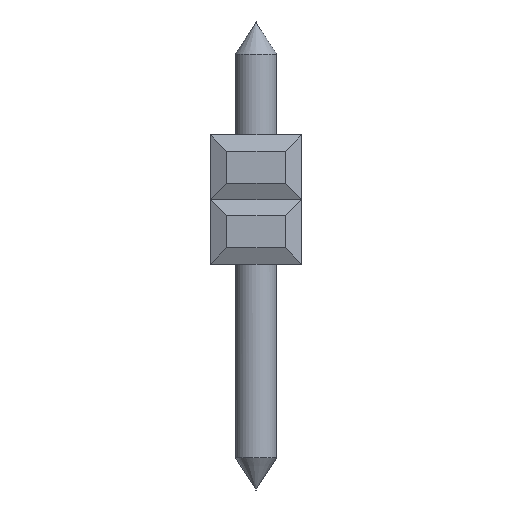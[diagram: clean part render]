
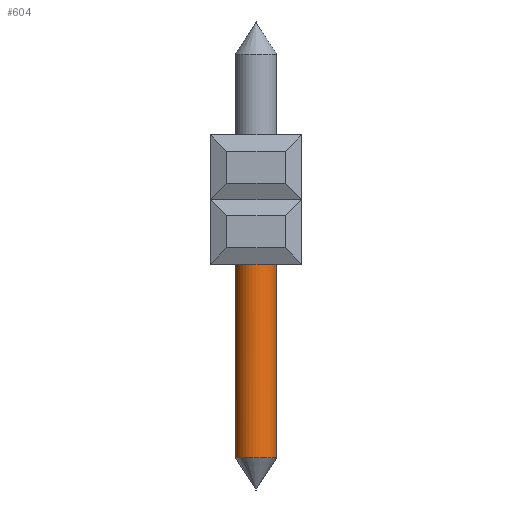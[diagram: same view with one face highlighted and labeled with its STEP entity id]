
A CAD part, left-side view. The second image highlights one B-rep face of the part: STEP entity #604.
In plain terms, the highlighted cylindrical face has radius 0.65 mm (diameter 1.3 mm), a full revolution.
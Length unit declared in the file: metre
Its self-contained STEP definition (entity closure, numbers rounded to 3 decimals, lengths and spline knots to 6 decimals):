
#604=ADVANCED_FACE('',(#1721,#1722),#1723,.T.);
#1721=FACE_OUTER_BOUND('',#3448,.T.);
#1722=FACE_OUTER_BOUND('',#3449,.T.);
#1723=CYLINDRICAL_SURFACE('',#3450,0.00065);
#3448=EDGE_LOOP('',(#5236));
#3449=EDGE_LOOP('',(#5237));
#3450=AXIS2_PLACEMENT_3D('',#5238,#5239,#5240);
#5236=ORIENTED_EDGE('',*,*,#9620,.F.);
#5237=ORIENTED_EDGE('',*,*,#9621,.F.);
#5238=CARTESIAN_POINT('',(-0.00435,-0.03326,0.0005));
#5239=DIRECTION('',(0.0,0.,-1.0));
#5240=DIRECTION('',(-1.0,0.0,0.0));
#9620=EDGE_CURVE('',#11380,#11380,#11381,.T.);
#9621=EDGE_CURVE('',#11382,#11382,#11383,.T.);
#11380=VERTEX_POINT('',#13806);
#11381=CIRCLE('',#13807,0.00065);
#11382=VERTEX_POINT('',#13808);
#11383=CIRCLE('',#13809,0.00065);
#13806=CARTESIAN_POINT('',(-0.00396,-0.03274,-0.01));
#13807=AXIS2_PLACEMENT_3D('',#17293,#17294,#17295);
#13808=CARTESIAN_POINT('',(-0.00435,-0.03391,-0.0038));
#13809=AXIS2_PLACEMENT_3D('',#17296,#17297,#17298);
#17293=CARTESIAN_POINT('',(-0.00435,-0.03326,-0.01));
#17294=DIRECTION('',(0.,0.,-1.0));
#17295=DIRECTION('',(0.6,0.8,0.));
#17296=CARTESIAN_POINT('',(-0.00435,-0.03326,-0.0038));
#17297=DIRECTION('',(0.0,0.,1.0));
#17298=DIRECTION('',(0.0,-1.0,0.));
